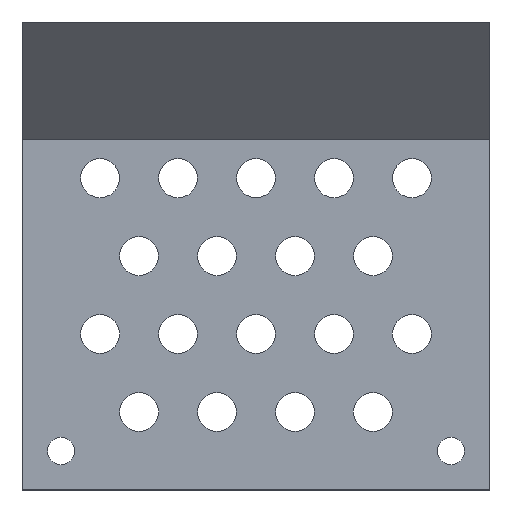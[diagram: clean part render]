
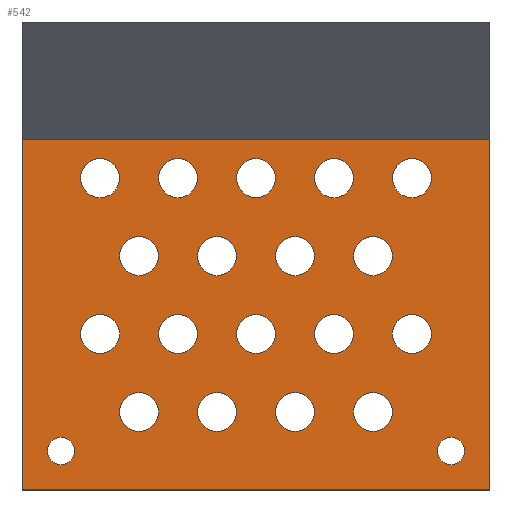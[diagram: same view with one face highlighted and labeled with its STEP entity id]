
A CAD part, top view. The second image highlights one B-rep face of the part: STEP entity #542.
In plain terms, the highlighted planar face has unit normal (0, 0, 1).
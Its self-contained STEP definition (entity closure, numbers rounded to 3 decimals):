
#18=LINE('',#884,#36);
#19=LINE('',#887,#37);
#20=LINE('',#889,#38);
#21=LINE('',#890,#39);
#36=VECTOR('',#746,60.);
#37=VECTOR('',#749,45.);
#38=VECTOR('',#750,45.);
#39=VECTOR('',#751,60.);
#52=PLANE('',#612);
#79=FACE_BOUND('',#189,.T.);
#80=FACE_BOUND('',#190,.T.);
#81=FACE_BOUND('',#191,.T.);
#82=FACE_BOUND('',#192,.T.);
#83=FACE_BOUND('',#193,.T.);
#84=FACE_BOUND('',#194,.T.);
#85=FACE_BOUND('',#195,.T.);
#86=FACE_BOUND('',#196,.T.);
#87=FACE_BOUND('',#197,.T.);
#88=FACE_BOUND('',#198,.T.);
#89=FACE_BOUND('',#199,.T.);
#90=FACE_BOUND('',#200,.T.);
#91=FACE_BOUND('',#201,.T.);
#92=FACE_BOUND('',#202,.T.);
#93=FACE_BOUND('',#203,.T.);
#94=FACE_BOUND('',#204,.T.);
#95=FACE_BOUND('',#205,.T.);
#96=FACE_BOUND('',#206,.T.);
#97=FACE_BOUND('',#207,.T.);
#98=FACE_BOUND('',#208,.T.);
#140=FACE_OUTER_BOUND('',#188,.T.);
#188=EDGE_LOOP('',(#429,#430,#431,#432));
#189=EDGE_LOOP('',(#433));
#190=EDGE_LOOP('',(#434));
#191=EDGE_LOOP('',(#435));
#192=EDGE_LOOP('',(#436));
#193=EDGE_LOOP('',(#437));
#194=EDGE_LOOP('',(#438));
#195=EDGE_LOOP('',(#439));
#196=EDGE_LOOP('',(#440));
#197=EDGE_LOOP('',(#441));
#198=EDGE_LOOP('',(#442));
#199=EDGE_LOOP('',(#443));
#200=EDGE_LOOP('',(#444));
#201=EDGE_LOOP('',(#445));
#202=EDGE_LOOP('',(#446));
#203=EDGE_LOOP('',(#447));
#204=EDGE_LOOP('',(#448));
#205=EDGE_LOOP('',(#449));
#206=EDGE_LOOP('',(#450));
#207=EDGE_LOOP('',(#451));
#208=EDGE_LOOP('',(#452));
#236=CIRCLE('',#553,2.5);
#238=CIRCLE('',#556,2.5);
#240=CIRCLE('',#559,2.5);
#242=CIRCLE('',#562,2.5);
#244=CIRCLE('',#565,2.5);
#246=CIRCLE('',#568,2.5);
#248=CIRCLE('',#571,2.5);
#250=CIRCLE('',#574,2.5);
#252=CIRCLE('',#577,2.5);
#254=CIRCLE('',#580,2.5);
#256=CIRCLE('',#583,2.5);
#258=CIRCLE('',#586,2.5);
#260=CIRCLE('',#589,2.5);
#262=CIRCLE('',#592,2.5);
#264=CIRCLE('',#595,2.5);
#266=CIRCLE('',#598,2.5);
#268=CIRCLE('',#601,2.5);
#270=CIRCLE('',#604,2.5);
#271=CIRCLE('',#606,1.75);
#273=CIRCLE('',#609,1.75);
#276=VERTEX_POINT('',#779);
#278=VERTEX_POINT('',#784);
#280=VERTEX_POINT('',#789);
#282=VERTEX_POINT('',#794);
#284=VERTEX_POINT('',#799);
#286=VERTEX_POINT('',#804);
#288=VERTEX_POINT('',#809);
#290=VERTEX_POINT('',#814);
#292=VERTEX_POINT('',#819);
#294=VERTEX_POINT('',#824);
#296=VERTEX_POINT('',#829);
#298=VERTEX_POINT('',#834);
#300=VERTEX_POINT('',#839);
#302=VERTEX_POINT('',#844);
#304=VERTEX_POINT('',#849);
#306=VERTEX_POINT('',#854);
#308=VERTEX_POINT('',#859);
#310=VERTEX_POINT('',#864);
#311=VERTEX_POINT('',#867);
#313=VERTEX_POINT('',#872);
#315=VERTEX_POINT('',#877);
#318=VERTEX_POINT('',#882);
#319=VERTEX_POINT('',#886);
#320=VERTEX_POINT('',#888);
#328=EDGE_CURVE('',#276,#276,#236,.T.);
#330=EDGE_CURVE('',#278,#278,#238,.T.);
#332=EDGE_CURVE('',#280,#280,#240,.T.);
#334=EDGE_CURVE('',#282,#282,#242,.T.);
#336=EDGE_CURVE('',#284,#284,#244,.T.);
#338=EDGE_CURVE('',#286,#286,#246,.T.);
#340=EDGE_CURVE('',#288,#288,#248,.T.);
#342=EDGE_CURVE('',#290,#290,#250,.T.);
#344=EDGE_CURVE('',#292,#292,#252,.T.);
#346=EDGE_CURVE('',#294,#294,#254,.T.);
#348=EDGE_CURVE('',#296,#296,#256,.T.);
#350=EDGE_CURVE('',#298,#298,#258,.T.);
#352=EDGE_CURVE('',#300,#300,#260,.T.);
#354=EDGE_CURVE('',#302,#302,#262,.T.);
#356=EDGE_CURVE('',#304,#304,#264,.T.);
#358=EDGE_CURVE('',#306,#306,#266,.T.);
#360=EDGE_CURVE('',#308,#308,#268,.T.);
#362=EDGE_CURVE('',#310,#310,#270,.T.);
#363=EDGE_CURVE('',#311,#311,#271,.T.);
#365=EDGE_CURVE('',#313,#313,#273,.T.);
#370=EDGE_CURVE('',#315,#318,#18,.T.);
#371=EDGE_CURVE('',#319,#315,#19,.T.);
#372=EDGE_CURVE('',#320,#318,#20,.T.);
#373=EDGE_CURVE('',#319,#320,#21,.T.);
#429=ORIENTED_EDGE('',*,*,#371,.T.);
#430=ORIENTED_EDGE('',*,*,#370,.T.);
#431=ORIENTED_EDGE('',*,*,#372,.F.);
#432=ORIENTED_EDGE('',*,*,#373,.F.);
#433=ORIENTED_EDGE('',*,*,#328,.T.);
#434=ORIENTED_EDGE('',*,*,#330,.T.);
#435=ORIENTED_EDGE('',*,*,#332,.T.);
#436=ORIENTED_EDGE('',*,*,#334,.T.);
#437=ORIENTED_EDGE('',*,*,#336,.T.);
#438=ORIENTED_EDGE('',*,*,#338,.T.);
#439=ORIENTED_EDGE('',*,*,#340,.T.);
#440=ORIENTED_EDGE('',*,*,#342,.T.);
#441=ORIENTED_EDGE('',*,*,#344,.T.);
#442=ORIENTED_EDGE('',*,*,#346,.T.);
#443=ORIENTED_EDGE('',*,*,#348,.T.);
#444=ORIENTED_EDGE('',*,*,#350,.T.);
#445=ORIENTED_EDGE('',*,*,#352,.T.);
#446=ORIENTED_EDGE('',*,*,#354,.T.);
#447=ORIENTED_EDGE('',*,*,#356,.T.);
#448=ORIENTED_EDGE('',*,*,#358,.T.);
#449=ORIENTED_EDGE('',*,*,#360,.T.);
#450=ORIENTED_EDGE('',*,*,#362,.T.);
#451=ORIENTED_EDGE('',*,*,#363,.T.);
#452=ORIENTED_EDGE('',*,*,#365,.T.);
#542=ADVANCED_FACE('',(#140,#79,#80,#81,#82,#83,#84,#85,#86,#87,#88,#89,
#90,#91,#92,#93,#94,#95,#96,#97,#98),#52,.T.);
#553=AXIS2_PLACEMENT_3D('',#780,#625,#626);
#556=AXIS2_PLACEMENT_3D('',#785,#631,#632);
#559=AXIS2_PLACEMENT_3D('',#790,#637,#638);
#562=AXIS2_PLACEMENT_3D('',#795,#643,#644);
#565=AXIS2_PLACEMENT_3D('',#800,#649,#650);
#568=AXIS2_PLACEMENT_3D('',#805,#655,#656);
#571=AXIS2_PLACEMENT_3D('',#810,#661,#662);
#574=AXIS2_PLACEMENT_3D('',#815,#667,#668);
#577=AXIS2_PLACEMENT_3D('',#820,#673,#674);
#580=AXIS2_PLACEMENT_3D('',#825,#679,#680);
#583=AXIS2_PLACEMENT_3D('',#830,#685,#686);
#586=AXIS2_PLACEMENT_3D('',#835,#691,#692);
#589=AXIS2_PLACEMENT_3D('',#840,#697,#698);
#592=AXIS2_PLACEMENT_3D('',#845,#703,#704);
#595=AXIS2_PLACEMENT_3D('',#850,#709,#710);
#598=AXIS2_PLACEMENT_3D('',#855,#715,#716);
#601=AXIS2_PLACEMENT_3D('',#860,#721,#722);
#604=AXIS2_PLACEMENT_3D('',#865,#727,#728);
#606=AXIS2_PLACEMENT_3D('',#868,#731,#732);
#609=AXIS2_PLACEMENT_3D('',#873,#737,#738);
#612=AXIS2_PLACEMENT_3D('',#885,#747,#748);
#625=DIRECTION('center_axis',(0.,0.,-1.));
#626=DIRECTION('ref_axis',(-1.,0.,0.));
#631=DIRECTION('center_axis',(0.,0.,-1.));
#632=DIRECTION('ref_axis',(-1.,0.,0.));
#637=DIRECTION('center_axis',(0.,0.,-1.));
#638=DIRECTION('ref_axis',(-1.,0.,0.));
#643=DIRECTION('center_axis',(0.,0.,-1.));
#644=DIRECTION('ref_axis',(-1.,0.,0.));
#649=DIRECTION('center_axis',(0.,0.,-1.));
#650=DIRECTION('ref_axis',(-1.,0.,0.));
#655=DIRECTION('center_axis',(0.,0.,-1.));
#656=DIRECTION('ref_axis',(-1.,0.,0.));
#661=DIRECTION('center_axis',(0.,0.,-1.));
#662=DIRECTION('ref_axis',(-1.,0.,0.));
#667=DIRECTION('center_axis',(0.,0.,-1.));
#668=DIRECTION('ref_axis',(-1.,0.,0.));
#673=DIRECTION('center_axis',(0.,0.,-1.));
#674=DIRECTION('ref_axis',(-1.,0.,0.));
#679=DIRECTION('center_axis',(0.,0.,-1.));
#680=DIRECTION('ref_axis',(-1.,0.,0.));
#685=DIRECTION('center_axis',(0.,0.,-1.));
#686=DIRECTION('ref_axis',(-1.,0.,0.));
#691=DIRECTION('center_axis',(0.,0.,-1.));
#692=DIRECTION('ref_axis',(-1.,0.,0.));
#697=DIRECTION('center_axis',(0.,0.,-1.));
#698=DIRECTION('ref_axis',(-1.,0.,0.));
#703=DIRECTION('center_axis',(0.,0.,-1.));
#704=DIRECTION('ref_axis',(-1.,0.,0.));
#709=DIRECTION('center_axis',(0.,0.,-1.));
#710=DIRECTION('ref_axis',(-1.,0.,0.));
#715=DIRECTION('center_axis',(0.,0.,-1.));
#716=DIRECTION('ref_axis',(-1.,0.,0.));
#721=DIRECTION('center_axis',(0.,0.,-1.));
#722=DIRECTION('ref_axis',(-1.,0.,0.));
#727=DIRECTION('center_axis',(0.,0.,-1.));
#728=DIRECTION('ref_axis',(-1.,0.,0.));
#731=DIRECTION('center_axis',(0.,0.,-1.));
#732=DIRECTION('ref_axis',(1.,0.,0.));
#737=DIRECTION('center_axis',(0.,0.,-1.));
#738=DIRECTION('ref_axis',(1.,0.,0.));
#746=DIRECTION('',(1.,0.,0.));
#747=DIRECTION('center_axis',(0.,0.,1.));
#748=DIRECTION('ref_axis',(0.,-1.,0.));
#749=DIRECTION('',(0.,-1.,0.));
#750=DIRECTION('',(0.,-1.,0.));
#751=DIRECTION('',(1.,0.,0.));
#779=CARTESIAN_POINT('',(37.5,10.,3.));
#780=CARTESIAN_POINT('Origin',(35.,10.,3.));
#784=CARTESIAN_POINT('',(17.5,10.,3.));
#785=CARTESIAN_POINT('Origin',(15.,10.,3.));
#789=CARTESIAN_POINT('',(37.5,30.,3.));
#790=CARTESIAN_POINT('Origin',(35.,30.,3.));
#794=CARTESIAN_POINT('',(17.5,30.,3.));
#795=CARTESIAN_POINT('Origin',(15.,30.,3.));
#799=CARTESIAN_POINT('',(42.5,20.,3.));
#800=CARTESIAN_POINT('Origin',(40.,20.,3.));
#804=CARTESIAN_POINT('',(22.5,20.,3.));
#805=CARTESIAN_POINT('Origin',(20.,20.,3.));
#809=CARTESIAN_POINT('',(52.5,40.,3.));
#810=CARTESIAN_POINT('Origin',(50.,40.,3.));
#814=CARTESIAN_POINT('',(32.5,40.,3.));
#815=CARTESIAN_POINT('Origin',(30.,40.,3.));
#819=CARTESIAN_POINT('',(12.5,40.,3.));
#820=CARTESIAN_POINT('Origin',(10.,40.,3.));
#824=CARTESIAN_POINT('',(22.5,40.,3.));
#825=CARTESIAN_POINT('Origin',(20.,40.,3.));
#829=CARTESIAN_POINT('',(42.5,40.,3.));
#830=CARTESIAN_POINT('Origin',(40.,40.,3.));
#834=CARTESIAN_POINT('',(12.5,20.,3.));
#835=CARTESIAN_POINT('Origin',(10.,20.,3.));
#839=CARTESIAN_POINT('',(32.5,20.,3.));
#840=CARTESIAN_POINT('Origin',(30.,20.,3.));
#844=CARTESIAN_POINT('',(52.5,20.,3.));
#845=CARTESIAN_POINT('Origin',(50.,20.,3.));
#849=CARTESIAN_POINT('',(27.5,30.,3.));
#850=CARTESIAN_POINT('Origin',(25.,30.,3.));
#854=CARTESIAN_POINT('',(47.5,30.,3.));
#855=CARTESIAN_POINT('Origin',(45.,30.,3.));
#859=CARTESIAN_POINT('',(27.5,10.,3.));
#860=CARTESIAN_POINT('Origin',(25.,10.,3.));
#864=CARTESIAN_POINT('',(47.5,10.,3.));
#865=CARTESIAN_POINT('Origin',(45.,10.,3.));
#867=CARTESIAN_POINT('',(53.25,5.,3.));
#868=CARTESIAN_POINT('Origin',(55.,5.,3.));
#872=CARTESIAN_POINT('',(3.25,5.,3.));
#873=CARTESIAN_POINT('Origin',(5.,5.,3.));
#877=CARTESIAN_POINT('',(0.,0.,3.));
#882=CARTESIAN_POINT('',(60.,0.,3.));
#884=CARTESIAN_POINT('',(0.,0.,3.));
#885=CARTESIAN_POINT('Origin',(0.,45.,3.));
#886=CARTESIAN_POINT('',(0.,45.,3.));
#887=CARTESIAN_POINT('',(0.,45.,3.));
#888=CARTESIAN_POINT('',(60.,45.,3.));
#889=CARTESIAN_POINT('',(60.,45.,3.));
#890=CARTESIAN_POINT('',(0.,45.,3.));
